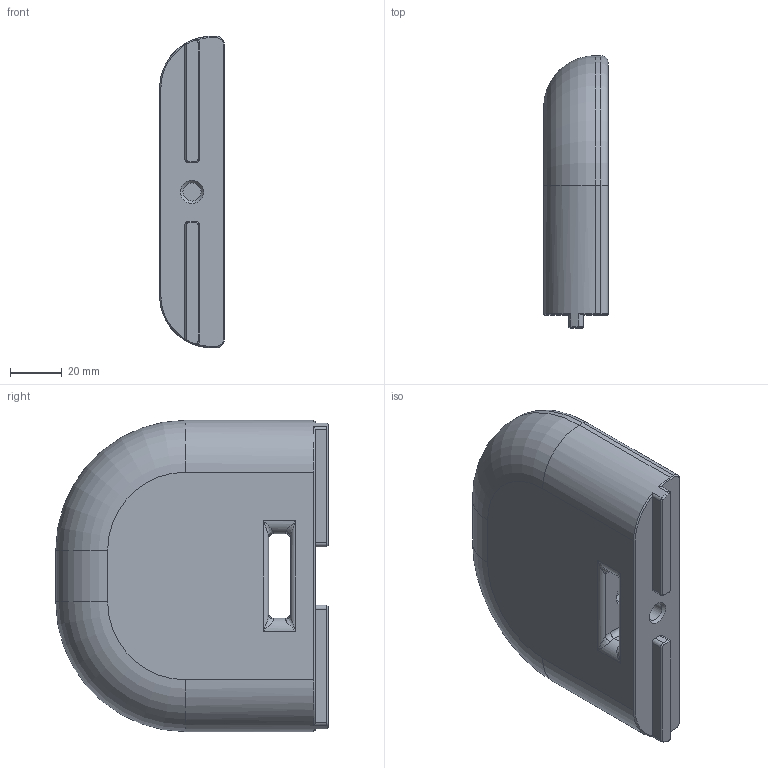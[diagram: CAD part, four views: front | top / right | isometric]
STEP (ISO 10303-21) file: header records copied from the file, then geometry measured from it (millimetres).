
FILE_DESCRIPTION(/* description */ (''),/* implementation_level */ '2;1');
FILE_NAME(/* name */ 'DiceTray v5.step',/* time_stamp */ '2022-05-10T19:46:42+02:00',/* author */ (''),/* organization */ (''),/* preprocessor_version */ 'ST-DEVELOPER v18.1',/* originating_system */ 'Autodesk Translation Framework v10.14.0.1471',/* authorisation */ '');
FILE_SCHEMA (('AUTOMOTIVE_DESIGN { 1 0 10303 214 3 1 1 }'));
Length unit declared in the file: millimetre
Products named in the file (1): DiceTray
Bounding box: 25 x 105 x 120 mm (x, y, z)
Volume: 137315.2 mm3; surface area: 34961.6 mm2
Topology: 1 solids, 1 shells, 123 faces, 292 edges, 163 vertices
Faces by surface type: cylinder 42, plane 34, cone 19, torus 18, bspline 10
Full cylindrical faces by diameter (mm): 7 x2
Entity records: 4105 total; most frequent: CARTESIAN_POINT 1291, DIRECTION 617, ORIENTED_EDGE 564, EDGE_CURVE 282, AXIS2_PLACEMENT_3D 241, VERTEX_POINT 163, LINE 135, VECTOR 135
